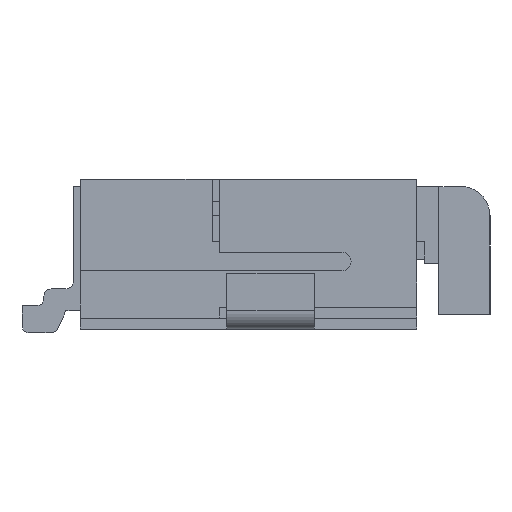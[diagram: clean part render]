
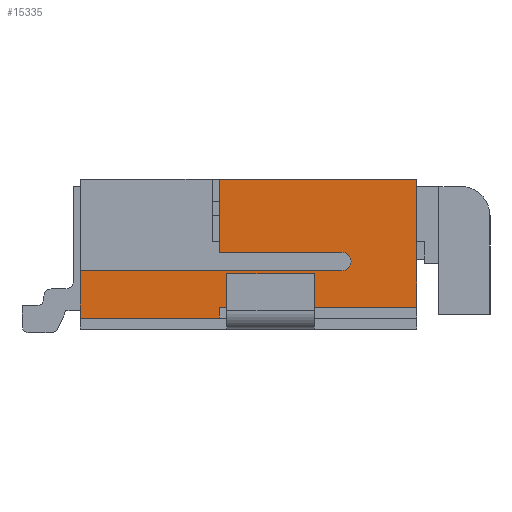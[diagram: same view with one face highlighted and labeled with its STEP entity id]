
A CAD part, left-side view. The second image highlights one B-rep face of the part: STEP entity #15335.
In plain terms, the highlighted face is planar.
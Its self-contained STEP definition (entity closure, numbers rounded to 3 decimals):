
#457=CIRCLE('',#16158,0.125);
#805=FACE_OUTER_BOUND('',#1591,.T.);
#1591=EDGE_LOOP('',(#10565,#10566,#10567,#10568,#10569,#10570,#10571,#10572,
#10573,#10574));
#2546=LINE('',#21805,#4544);
#2561=LINE('',#21836,#4559);
#2562=LINE('',#21838,#4560);
#2563=LINE('',#21840,#4561);
#2564=LINE('',#21844,#4562);
#2565=LINE('',#21846,#4563);
#2566=LINE('',#21848,#4564);
#2567=LINE('',#21850,#4565);
#2568=LINE('',#21851,#4566);
#4544=VECTOR('',#17584,1.);
#4559=VECTOR('',#17615,1.);
#4560=VECTOR('',#17616,1.);
#4561=VECTOR('',#17617,1.);
#4562=VECTOR('',#17620,1.);
#4563=VECTOR('',#17621,1.);
#4564=VECTOR('',#17622,1.);
#4565=VECTOR('',#17623,1.);
#4566=VECTOR('',#17624,1.);
#6476=VERTEX_POINT('',#21802);
#6477=VERTEX_POINT('',#21804);
#6485=VERTEX_POINT('',#21835);
#6486=VERTEX_POINT('',#21837);
#6487=VERTEX_POINT('',#21839);
#6488=VERTEX_POINT('',#21841);
#6489=VERTEX_POINT('',#21843);
#6490=VERTEX_POINT('',#21845);
#6491=VERTEX_POINT('',#21847);
#6492=VERTEX_POINT('',#21849);
#8049=EDGE_CURVE('',#6477,#6476,#2546,.T.);
#8064=EDGE_CURVE('',#6477,#6485,#2561,.T.);
#8065=EDGE_CURVE('',#6486,#6476,#2562,.T.);
#8066=EDGE_CURVE('',#6487,#6486,#2563,.T.);
#8067=EDGE_CURVE('',#6487,#6488,#457,.T.);
#8068=EDGE_CURVE('',#6489,#6488,#2564,.T.);
#8069=EDGE_CURVE('',#6489,#6490,#2565,.T.);
#8070=EDGE_CURVE('',#6490,#6491,#2566,.T.);
#8071=EDGE_CURVE('',#6491,#6492,#2567,.T.);
#8072=EDGE_CURVE('',#6485,#6492,#2568,.T.);
#10565=ORIENTED_EDGE('',*,*,#8064,.F.);
#10566=ORIENTED_EDGE('',*,*,#8049,.T.);
#10567=ORIENTED_EDGE('',*,*,#8065,.F.);
#10568=ORIENTED_EDGE('',*,*,#8066,.F.);
#10569=ORIENTED_EDGE('',*,*,#8067,.T.);
#10570=ORIENTED_EDGE('',*,*,#8068,.F.);
#10571=ORIENTED_EDGE('',*,*,#8069,.T.);
#10572=ORIENTED_EDGE('',*,*,#8070,.T.);
#10573=ORIENTED_EDGE('',*,*,#8071,.T.);
#10574=ORIENTED_EDGE('',*,*,#8072,.F.);
#14677=PLANE('',#16157);
#15335=ADVANCED_FACE('',(#805),#14677,.F.);
#16157=AXIS2_PLACEMENT_3D('',#21834,#17613,#17614);
#16158=AXIS2_PLACEMENT_3D('',#21842,#17618,#17619);
#17584=DIRECTION('',(0.,-1.,0.));
#17613=DIRECTION('center_axis',(0.,0.,1.));
#17614=DIRECTION('ref_axis',(1.,0.,0.));
#17615=DIRECTION('',(-1.,0.,0.));
#17616=DIRECTION('',(1.,0.,0.));
#17617=DIRECTION('',(0.,-1.,0.));
#17618=DIRECTION('center_axis',(0.,0.,1.));
#17619=DIRECTION('ref_axis',(1.,0.,0.));
#17620=DIRECTION('',(0.,1.,0.));
#17621=DIRECTION('',(-1.,0.,0.));
#17622=DIRECTION('',(0.,1.,0.));
#17623=DIRECTION('',(1.,0.,0.));
#17624=DIRECTION('',(0.,-1.,0.));
#21802=CARTESIAN_POINT('',(0.035,-1.691,2.158));
#21804=CARTESIAN_POINT('',(0.035,1.009,2.158));
#21805=CARTESIAN_POINT('',(0.035,1.009,2.158));
#21834=CARTESIAN_POINT('Origin',(-0.265,1.009,2.158));
#21835=CARTESIAN_POINT('',(-1.715,1.009,2.158));
#21836=CARTESIAN_POINT('',(-0.265,1.009,2.158));
#21837=CARTESIAN_POINT('',(-0.965,-1.691,2.158));
#21838=CARTESIAN_POINT('',(-0.265,-1.691,2.158));
#21839=CARTESIAN_POINT('',(-0.965,-0.016,2.158));
#21840=CARTESIAN_POINT('',(-0.965,1.009,2.158));
#21841=CARTESIAN_POINT('',(-1.215,-0.016,2.158));
#21842=CARTESIAN_POINT('Origin',(-1.09,-0.016,2.158));
#21843=CARTESIAN_POINT('',(-1.215,-3.591,2.158));
#21844=CARTESIAN_POINT('',(-1.215,1.009,2.158));
#21845=CARTESIAN_POINT('',(-1.865,-3.591,2.158));
#21846=CARTESIAN_POINT('',(-0.265,-3.591,2.158));
#21847=CARTESIAN_POINT('',(-1.865,-1.691,2.158));
#21848=CARTESIAN_POINT('',(-1.865,1.009,2.158));
#21849=CARTESIAN_POINT('',(-1.715,-1.691,2.158));
#21850=CARTESIAN_POINT('',(-0.265,-1.691,2.158));
#21851=CARTESIAN_POINT('',(-1.715,1.009,2.158));
